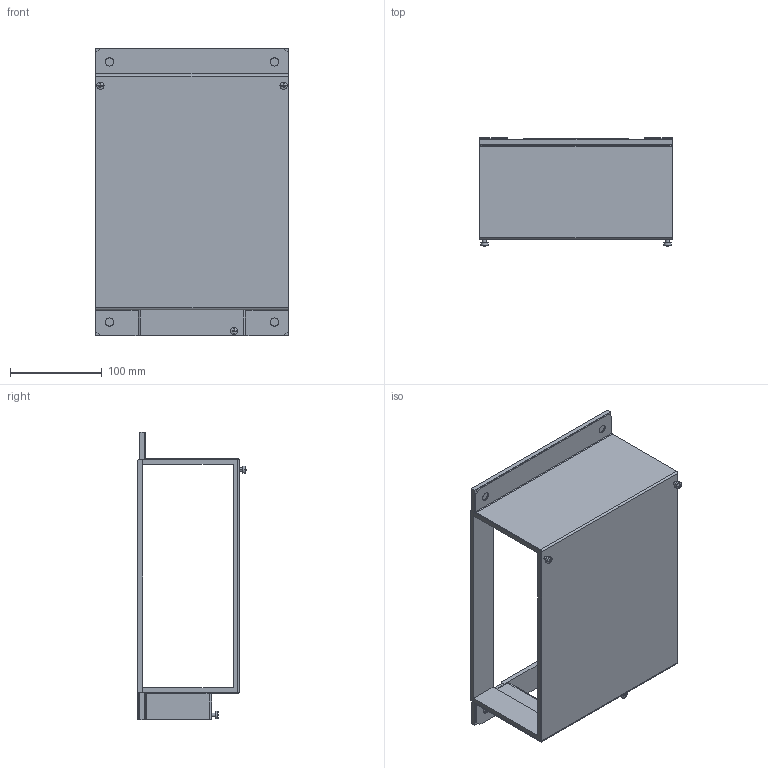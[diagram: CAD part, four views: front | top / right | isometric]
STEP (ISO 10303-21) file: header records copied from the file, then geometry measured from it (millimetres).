
FILE_DESCRIPTION (( 'STEP AP214' ), '1' );
FILE_NAME ('7216466.stp', '2017-10-24T13:47:37', ( '' ), ( '' ), 'SwSTEP 2.0', 'SolidWorks 2016', '' );
FILE_SCHEMA (( 'AUTOMOTIVE_DESIGN' ));
Length unit declared in the file: millimetre
Products named in the file (11): 35104466_Standard; P_39438030T1_1_F〉 BSKM-TR 1025; P_7215423T4_1_L=48; P_7215423T4_1_L=210; P_7215423T1_1_F〉 BSKM70110 UT; P_7215423T1_1_f〉 BSKM AE 0711; P_7215423T1_1_f〉 BSKM100250 AE Wand; P_7215423T1_1_F〉 BSKM100250 OT; 059889_F〉 Kanal 100250; 059890_F〉 Kanal 100250; 7216466
Assembly tree (15 placements, depth 2):
  7216466
    059890_F〉 Kanal 100250
    059889_F〉 Kanal 100250
    P_7215423T1_1_F〉 BSKM100250 OT  x2
    P_7215423T1_1_f〉 BSKM100250 AE Wand  x2
    P_7215423T1_1_f〉 BSKM AE 0711
    P_7215423T1_1_F〉 BSKM70110 UT
    P_7215423T4_1_L=210
    P_7215423T4_1_L=48  x2
    P_39438030T1_1_F〉 BSKM-TR 1025
    35104466_Standard  x3
Bounding box: 210 x 117.98 x 314 mm (x, y, z)
Volume: 558283.9 mm3; surface area: 496509.9 mm2
Topology: 15 solids, 15 shells, 355 faces, 808 edges, 486 vertices
Faces by surface type: plane 261, cylinder 88, bspline 6
Entity records: 8228 total; most frequent: CARTESIAN_POINT 1433, DIRECTION 1338, ORIENTED_EDGE 1272, EDGE_CURVE 636, VECTOR 484, LINE 484, AXIS2_PLACEMENT_3D 427, VERTEX_POINT 378
